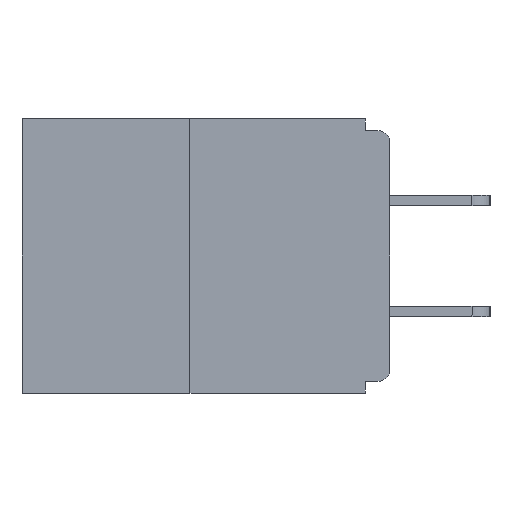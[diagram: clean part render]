
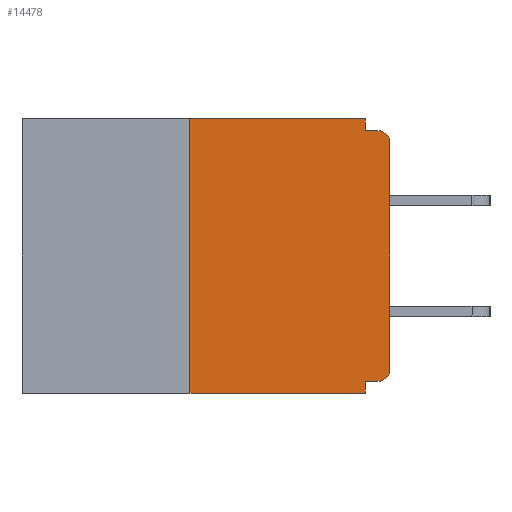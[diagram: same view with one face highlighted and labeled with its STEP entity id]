
A CAD part, left-side view. The second image highlights one B-rep face of the part: STEP entity #14478.
In plain terms, the highlighted planar face has unit normal (-1, 0, 0).
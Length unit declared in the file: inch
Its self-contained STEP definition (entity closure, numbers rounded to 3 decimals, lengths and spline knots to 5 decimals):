
#326 = DIRECTION ( 'NONE',  ( 0., 1., 0. ) ) ;
#430 = LINE ( 'NONE', #16868, #24653 ) ;
#516 = ORIENTED_EDGE ( 'NONE', *, *, #12389, .F. ) ;
#525 = VERTEX_POINT ( 'NONE', #25599 ) ;
#883 = VECTOR ( 'NONE', #16347, 39.37008 ) ;
#999 = ORIENTED_EDGE ( 'NONE', *, *, #10064, .F. ) ;
#1224 = VERTEX_POINT ( 'NONE', #19973 ) ;
#1627 = EDGE_LOOP ( 'NONE', ( #8440, #999, #7199, #9401, #516, #7008, #14110, #20245, #5426, #3466 ) ) ;
#1628 = VECTOR ( 'NONE', #326, 39.37008 ) ;
#1638 = DIRECTION ( 'NONE',  ( 0., -1., 0. ) ) ;
#1661 = VERTEX_POINT ( 'NONE', #11857 ) ;
#1701 = VERTEX_POINT ( 'NONE', #3368 ) ;
#2080 = EDGE_CURVE ( 'NONE', #1701, #4868, #430, .T. ) ;
#2136 = AXIS2_PLACEMENT_3D ( 'NONE', #11475, #15649, #21988 ) ;
#2173 = CARTESIAN_POINT ( 'NONE',  ( 0., 0.25, -0.343 ) ) ;
#2302 = CARTESIAN_POINT ( 'NONE',  ( 0., 0., -0.03 ) ) ;
#2325 = CARTESIAN_POINT ( 'NONE',  ( 0., 0., -0.328 ) ) ;
#2441 = VECTOR ( 'NONE', #18752, 39.37008 ) ;
#2795 = VERTEX_POINT ( 'NONE', #2302 ) ;
#2947 = CARTESIAN_POINT ( 'NONE',  ( 0., 0.46, 0. ) ) ;
#3368 = CARTESIAN_POINT ( 'NONE',  ( 0., 0.031, -0.015 ) ) ;
#3466 = ORIENTED_EDGE ( 'NONE', *, *, #25889, .F. ) ;
#3720 = DIRECTION ( 'NONE',  ( 0., 0., 1. ) ) ;
#3870 = AXIS2_PLACEMENT_3D ( 'NONE', #2947, #23887, #11363 ) ;
#4354 = DIRECTION ( 'NONE',  ( 0., -1., 0. ) ) ;
#4835 = CARTESIAN_POINT ( 'NONE',  ( 0., 0.031, -0.343 ) ) ;
#4868 = VERTEX_POINT ( 'NONE', #17148 ) ;
#5373 = VECTOR ( 'NONE', #24033, 39.37008 ) ;
#5426 = ORIENTED_EDGE ( 'NONE', *, *, #2080, .F. ) ;
#5899 = CARTESIAN_POINT ( 'NONE',  ( 0., 0., 0. ) ) ;
#7002 = CARTESIAN_POINT ( 'NONE',  ( 0., 0.015, -0.328 ) ) ;
#7008 = ORIENTED_EDGE ( 'NONE', *, *, #14985, .T. ) ;
#7199 = ORIENTED_EDGE ( 'NONE', *, *, #15803, .T. ) ;
#8230 = VERTEX_POINT ( 'NONE', #13244 ) ;
#8440 = ORIENTED_EDGE ( 'NONE', *, *, #10773, .F. ) ;
#8731 = LINE ( 'NONE', #18390, #883 ) ;
#8868 = VERTEX_POINT ( 'NONE', #7002 ) ;
#9401 = ORIENTED_EDGE ( 'NONE', *, *, #12045, .F. ) ;
#9599 = FACE_OUTER_BOUND ( 'NONE', #1627, .T. ) ;
#10064 = EDGE_CURVE ( 'NONE', #19912, #525, #17193, .T. ) ;
#10232 = CARTESIAN_POINT ( 'NONE',  ( 0., 0.46, -0.343 ) ) ;
#10500 = VECTOR ( 'NONE', #1638, 39.37008 ) ;
#10773 = EDGE_CURVE ( 'NONE', #525, #8230, #24339, .T. ) ;
#10841 = LINE ( 'NONE', #10232, #10500 ) ;
#11363 = DIRECTION ( 'NONE',  ( 0., 0., -1. ) ) ;
#11475 = CARTESIAN_POINT ( 'NONE',  ( 0., 0.015, -0.03 ) ) ;
#11597 = CARTESIAN_POINT ( 'NONE',  ( 0., 0.46, 0. ) ) ;
#11857 = CARTESIAN_POINT ( 'NONE',  ( 0., 0.031, -0.328 ) ) ;
#12045 = EDGE_CURVE ( 'NONE', #1661, #1224, #15075, .T. ) ;
#12389 = EDGE_CURVE ( 'NONE', #8868, #1661, #25214, .T. ) ;
#13244 = CARTESIAN_POINT ( 'NONE',  ( 0., 0.031, 0. ) ) ;
#13622 = VECTOR ( 'NONE', #3720, 39.37008 ) ;
#14110 = ORIENTED_EDGE ( 'NONE', *, *, #23475, .T. ) ;
#14190 = DIRECTION ( 'NONE',  ( 0., 0., -1. ) ) ;
#14478 = ADVANCED_FACE ( 'NONE', ( #9599 ), #15280, .F. ) ;
#14985 = EDGE_CURVE ( 'NONE', #8868, #24777, #24628, .T. ) ;
#15075 = LINE ( 'NONE', #4835, #16693 ) ;
#15280 = PLANE ( 'NONE',  #3870 ) ;
#15649 = DIRECTION ( 'NONE',  ( -1., 0., 0. ) ) ;
#15803 = EDGE_CURVE ( 'NONE', #19912, #1224, #10841, .T. ) ;
#16347 = DIRECTION ( 'NONE',  ( 0., 0., -1. ) ) ;
#16593 = EDGE_CURVE ( 'NONE', #2795, #4868, #20259, .T. ) ;
#16693 = VECTOR ( 'NONE', #21477, 39.37008 ) ;
#16868 = CARTESIAN_POINT ( 'NONE',  ( 0., 0., -0.015 ) ) ;
#17148 = CARTESIAN_POINT ( 'NONE',  ( 0., 0.015, -0.015 ) ) ;
#17193 = LINE ( 'NONE', #18667, #2441 ) ;
#18390 = CARTESIAN_POINT ( 'NONE',  ( 0., 0.031, 0. ) ) ;
#18667 = CARTESIAN_POINT ( 'NONE',  ( 0., 0.25, 0. ) ) ;
#18752 = DIRECTION ( 'NONE',  ( 0., 0., 1. ) ) ;
#19912 = VERTEX_POINT ( 'NONE', #2173 ) ;
#19973 = CARTESIAN_POINT ( 'NONE',  ( 0., 0.031, -0.343 ) ) ;
#20245 = ORIENTED_EDGE ( 'NONE', *, *, #16593, .T. ) ;
#20259 = CIRCLE ( 'NONE', #2136, 0.015 ) ;
#21477 = DIRECTION ( 'NONE',  ( 0., 0., -1. ) ) ;
#21988 = DIRECTION ( 'NONE',  ( 0., 0., -1. ) ) ;
#22364 = DIRECTION ( 'NONE',  ( -1., 0., 0. ) ) ;
#22472 = LINE ( 'NONE', #5899, #13622 ) ;
#23475 = EDGE_CURVE ( 'NONE', #24777, #2795, #22472, .T. ) ;
#23887 = DIRECTION ( 'NONE',  ( 1., 0., 0. ) ) ;
#24033 = DIRECTION ( 'NONE',  ( 0., -1., 0. ) ) ;
#24339 = LINE ( 'NONE', #11597, #5373 ) ;
#24628 = CIRCLE ( 'NONE', #26329, 0.015 ) ;
#24653 = VECTOR ( 'NONE', #4354, 39.37008 ) ;
#24777 = VERTEX_POINT ( 'NONE', #25581 ) ;
#25214 = LINE ( 'NONE', #2325, #1628 ) ;
#25581 = CARTESIAN_POINT ( 'NONE',  ( 0., 0., -0.313 ) ) ;
#25599 = CARTESIAN_POINT ( 'NONE',  ( 0., 0.25, 0. ) ) ;
#25889 = EDGE_CURVE ( 'NONE', #8230, #1701, #8731, .T. ) ;
#26329 = AXIS2_PLACEMENT_3D ( 'NONE', #26830, #22364, #14190 ) ;
#26830 = CARTESIAN_POINT ( 'NONE',  ( 0., 0.015, -0.313 ) ) ;
